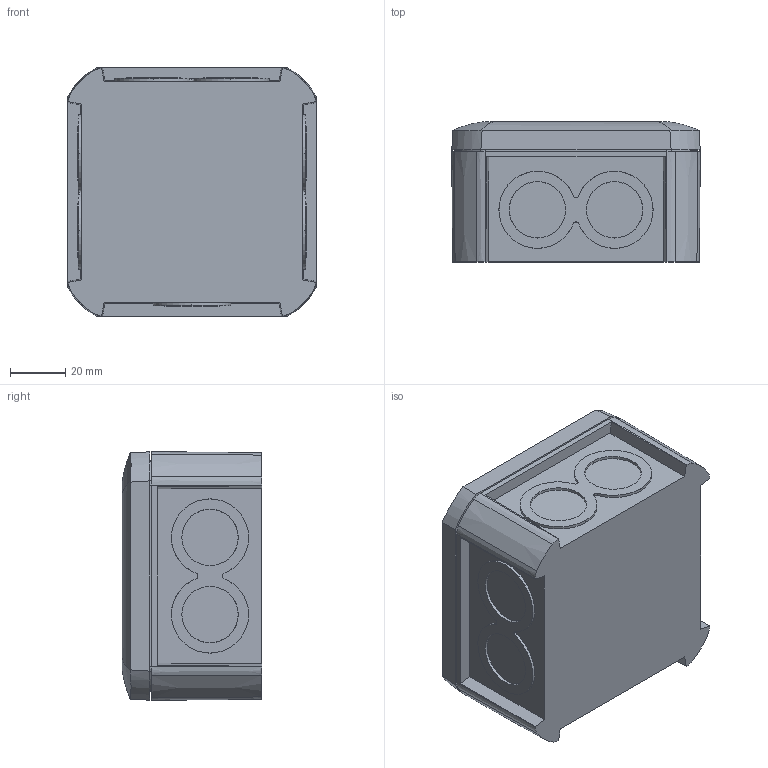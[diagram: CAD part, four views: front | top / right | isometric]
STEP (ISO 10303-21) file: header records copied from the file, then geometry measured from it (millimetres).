
FILE_DESCRIPTION (( 'STEP AP214' ), '1' );
FILE_NAME ('2007900.stp', '2018-02-20T07:24:34', ( '' ), ( '' ), 'SwSTEP 2.0', 'SolidWorks 2016', '' );
FILE_SCHEMA (( 'AUTOMOTIVE_DESIGN' ));
Length unit declared in the file: millimetre
Products named in the file (7): ED520-03_Standard; P_ED520-03-02_1_Standard; ED520-02_T40 IP 67; 0072752_T40 z rva; ED170-04_Standard; ED520-01_T40 M20; 2007900
Assembly tree (6 placements, depth 3):
  2007900
    ED520-01_T40 M20
    ED170-04_Standard
    0072752_T40 z rva
    ED520-03_Standard
      ED520-02_T40 IP 67
      P_ED520-03-02_1_Standard
Bounding box: 90.3 x 50.79 x 90.3 mm (x, y, z)
Volume: 76746.7 mm3; surface area: 77839.6 mm2
Topology: 5 solids, 5 shells, 719 faces, 1741 edges, 1052 vertices
Faces by surface type: cone 237, plane 192, bspline 128, torus 80, cylinder 74, sphere 8
Entity records: 24213 total; most frequent: CARTESIAN_POINT 8225, ORIENTED_EDGE 3482, DIRECTION 3106, EDGE_CURVE 1741, AXIS2_PLACEMENT_3D 1234, VERTEX_POINT 1052, EDGE_LOOP 741, ADVANCED_FACE 719
